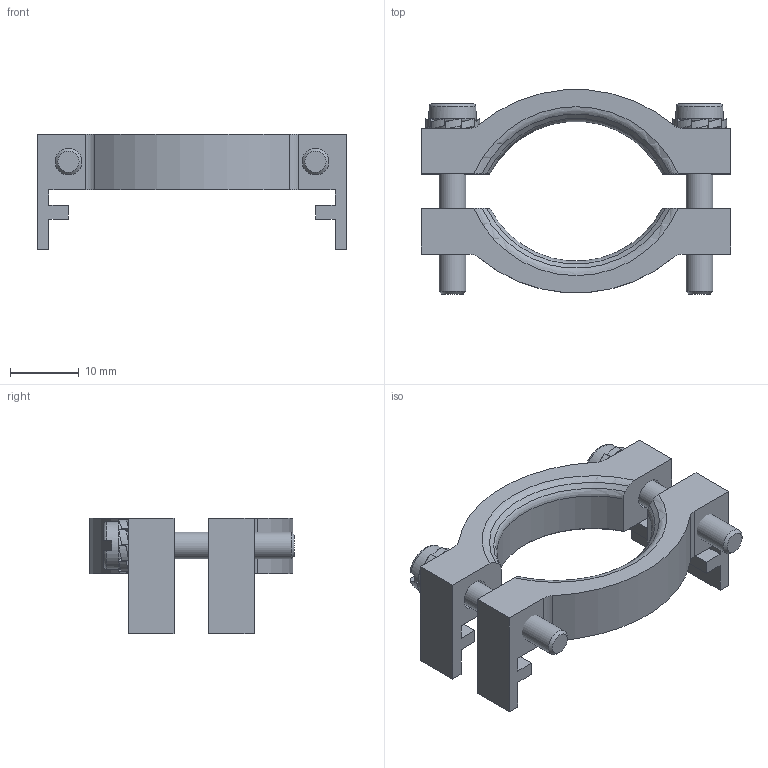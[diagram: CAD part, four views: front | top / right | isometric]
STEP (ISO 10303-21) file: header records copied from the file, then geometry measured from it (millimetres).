
FILE_DESCRIPTION(/* description */ ('Klemmmodul N° 8'),/* implementation_level */ '2;1');
FILE_NAME(/* name */ '00810834-RST.stp',/* time_stamp */ '2020-10-28T08:20:10+01:00',/* author */ ('sl'),/* organization */ (''),/* preprocessor_version */ 'ST-DEVELOPER v16.5',/* originating_system */ 'Autodesk Inventor 2017',/* authorisation */ '');
FILE_SCHEMA (('AUTOMOTIVE_DESIGN { 1 0 10303 214 3 1 1 }'));
Length unit declared in the file: millimetre
Products named in the file (5): 00810834; 00810834_1; Klemmmodul-02-BT-0003-00810834; 00810834_2; 00810834_3
Assembly tree (6 placements, depth 2):
  00810834
    00810834_1
    Klemmmodul-02-BT-0003-00810834  x2
    00810834_2  x2
    00810834_3
Bounding box: 45 x 29.7 x 16.73 mm (x, y, z)
Volume: 5402.5 mm3; surface area: 4954.4 mm2
Topology: 6 solids, 6 shells, 332 faces, 872 edges, 554 vertices
Faces by surface type: plane 178, cylinder 98, bspline 40, torus 10, cone 6
Full cylindrical faces by diameter (mm): 3.3 x2, 3.88 x2, 4.4 x2, 4.45 x2, 6.92 x2
Entity records: 6530 total; most frequent: CARTESIAN_POINT 1475, DIRECTION 1060, ORIENTED_EDGE 1018, EDGE_CURVE 509, AXIS2_PLACEMENT_3D 388, VERTEX_POINT 331, LINE 284, VECTOR 284
